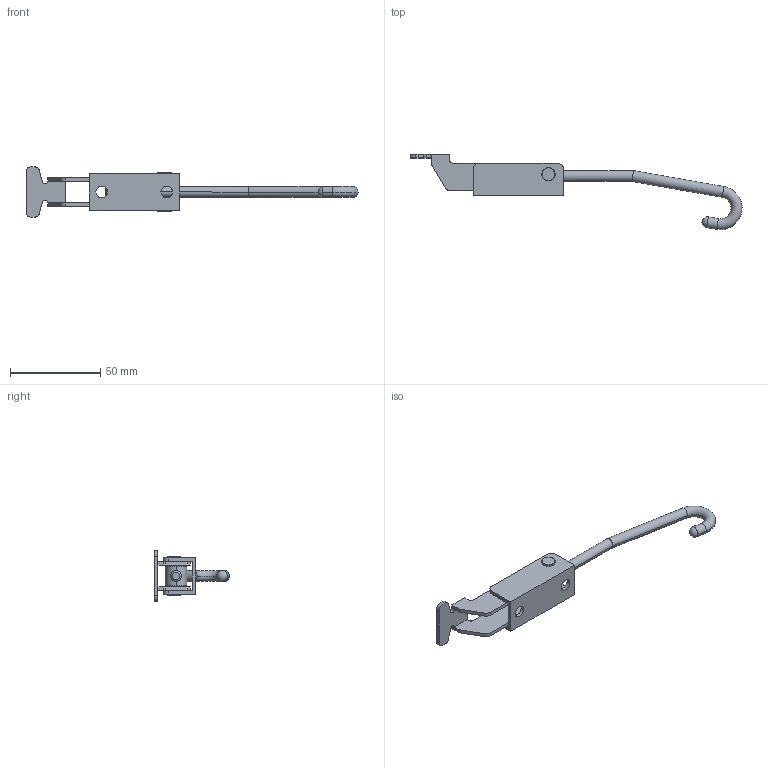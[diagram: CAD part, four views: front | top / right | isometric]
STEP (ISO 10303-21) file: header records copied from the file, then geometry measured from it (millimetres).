
FILE_DESCRIPTION (( 'STEP AP214' ), '1' );
FILE_NAME ('GH-40402-SS(Â²¤Æ).STEP', '2020-07-10T05:29:20', ( 'LinWei' ), ( '' ), 'SwSTEP 2.0', 'SolidWorks 2016', '' );
FILE_SCHEMA (( 'AUTOMOTIVE_DESIGN' ));
Length unit declared in the file: millimetre
Products named in the file (5): 14040247-1^GH-40402(簡化); 14040213-1^GH-40402(簡化); Group3^GH-40402(簡化); Group1^GH-40402(簡化); GH-40402-SS(簡化)
Assembly tree (4 placements, depth 2):
  GH-40402-SS(簡化)
    Group1^GH-40402(簡化)
    Group3^GH-40402(簡化)
    14040213-1^GH-40402(簡化)
    14040247-1^GH-40402(簡化)
Bounding box: 183.83 x 41.68 x 28 mm (x, y, z)
Volume: 16017.5 mm3; surface area: 15743.7 mm2
Topology: 5 solids, 5 shells, 127 faces, 312 edges, 199 vertices
Faces by surface type: cylinder 58, plane 48, cone 10, torus 6, sphere 5
Entity records: 4405 total; most frequent: CARTESIAN_POINT 916, DIRECTION 698, ORIENTED_EDGE 620, EDGE_CURVE 310, AXIS2_PLACEMENT_3D 272, VERTEX_POINT 198, LINE 154, VECTOR 154
